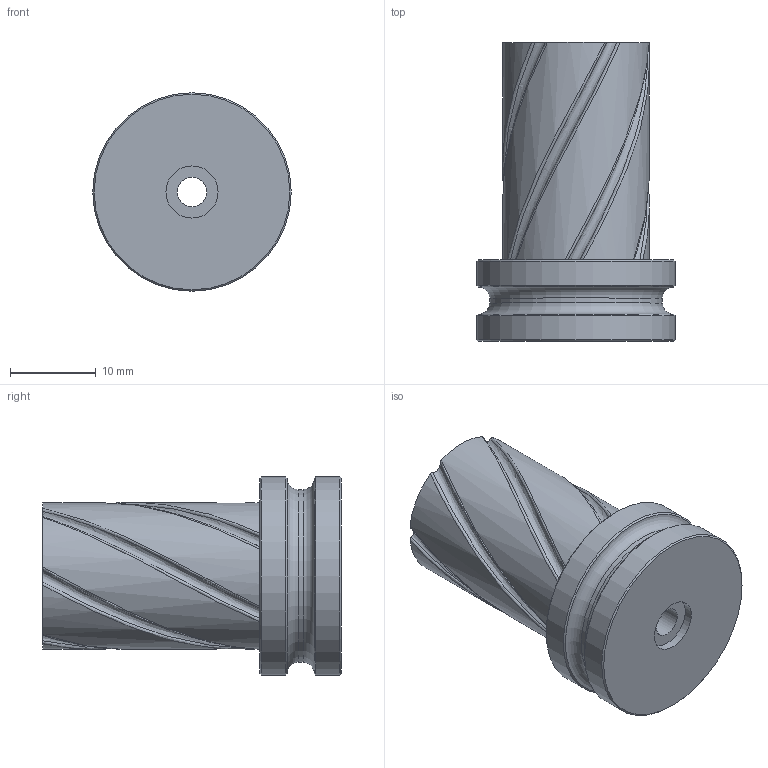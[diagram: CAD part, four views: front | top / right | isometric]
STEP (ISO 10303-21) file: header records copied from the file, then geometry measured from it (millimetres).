
FILE_DESCRIPTION(/* description */ ('STEP AP242','CAx-IF Rec.Pracs.---Representation and Presentation of Product Manufacturing Information (PMI)---4.0---2014-10-13','CAx-IF Rec.Pracs.---3D Tessellated Geometry---0.4---2014-09-14','2;1'),/* implementation_level */ '2;1');
FILE_NAME(/* name */ '6602acf41319aa318871ee44',/* time_stamp */ '2024-03-26T11:09:41Z',/* author */ (''),/* organization */ (''),/* preprocessor_version */ 'ST-DEVELOPER v19.4',/* originating_system */ ' ',/* authorisation */ ' ');
FILE_SCHEMA (('AP242_MANAGED_MODEL_BASED_3D_ENGINEERING_MIM_LF { 1 0 10303 442 1 1 4 }'));
Length unit declared in the file: metre
Products named in the file (1): Part 2
Bounding box: 23.2 x 34.92 x 23.2 mm (x, y, z)
Volume: 7574.6 mm3; surface area: 4225.8 mm2
Topology: 1 solids, 1 shells, 47 faces, 123 edges, 74 vertices
Faces by surface type: bspline 20, cylinder 13, plane 6, cone 6, torus 2
Full cylindrical faces by diameter (mm): 3.429 x1, 6.1 x1, 20.2 x1, 23.2 x2
Entity records: 3072 total; most frequent: CARTESIAN_POINT 2154, ORIENTED_EDGE 202, DIRECTION 146, EDGE_CURVE 101, AXIS2_PLACEMENT_3D 73, VERTEX_POINT 71, EDGE_LOOP 64, FACE_BOUND 64
